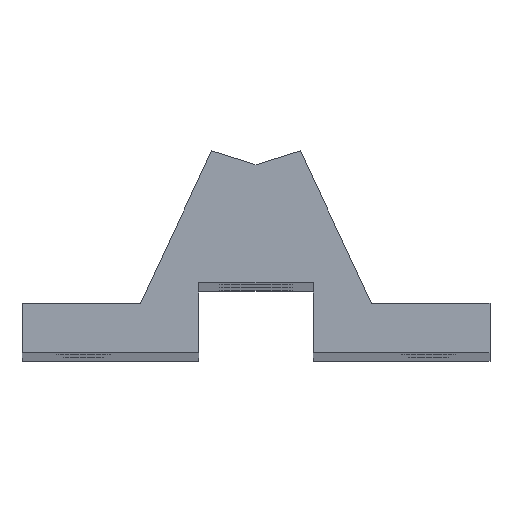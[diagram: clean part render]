
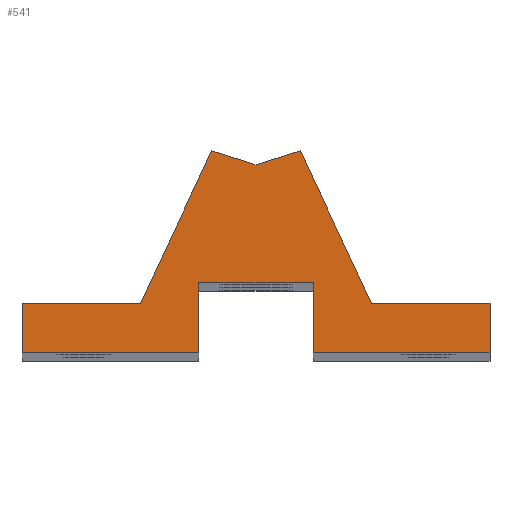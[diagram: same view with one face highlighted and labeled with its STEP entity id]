
A CAD part, top view. The second image highlights one B-rep face of the part: STEP entity #541.
In plain terms, the highlighted planar face has unit normal (0, 0, 1).
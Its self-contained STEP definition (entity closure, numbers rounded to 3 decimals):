
#44=PLANE('',#609);
#68=FACE_OUTER_BOUND('',#107,.T.);
#107=EDGE_LOOP('',(#496,#497,#498,#499,#500,#501,#502,#503,#504,#505,#506,
#507,#508));
#122=LINE('',#795,#173);
#133=LINE('',#841,#184);
#137=LINE('',#849,#188);
#141=LINE('',#855,#192);
#142=LINE('',#858,#193);
#145=LINE('',#864,#196);
#148=LINE('',#870,#199);
#151=LINE('',#876,#202);
#154=LINE('',#882,#205);
#157=LINE('',#888,#208);
#160=LINE('',#894,#211);
#163=LINE('',#900,#214);
#166=LINE('',#905,#217);
#173=VECTOR('',#649,10.);
#184=VECTOR('',#698,10.);
#188=VECTOR('',#704,10.);
#192=VECTOR('',#710,10.);
#193=VECTOR('',#713,10.);
#196=VECTOR('',#718,10.);
#199=VECTOR('',#723,10.);
#202=VECTOR('',#728,10.);
#205=VECTOR('',#733,10.);
#208=VECTOR('',#738,10.);
#211=VECTOR('',#743,10.);
#214=VECTOR('',#748,10.);
#217=VECTOR('',#753,10.);
#246=VERTEX_POINT('',#792);
#247=VERTEX_POINT('',#794);
#262=VERTEX_POINT('',#839);
#263=VERTEX_POINT('',#840);
#266=VERTEX_POINT('',#848);
#268=VERTEX_POINT('',#857);
#270=VERTEX_POINT('',#863);
#272=VERTEX_POINT('',#869);
#274=VERTEX_POINT('',#875);
#276=VERTEX_POINT('',#881);
#278=VERTEX_POINT('',#887);
#280=VERTEX_POINT('',#893);
#282=VERTEX_POINT('',#899);
#301=EDGE_CURVE('',#246,#247,#122,.T.);
#324=EDGE_CURVE('',#262,#263,#133,.T.);
#328=EDGE_CURVE('',#263,#266,#137,.T.);
#332=EDGE_CURVE('',#266,#246,#141,.T.);
#333=EDGE_CURVE('',#247,#268,#142,.T.);
#336=EDGE_CURVE('',#268,#270,#145,.T.);
#339=EDGE_CURVE('',#270,#272,#148,.T.);
#342=EDGE_CURVE('',#272,#274,#151,.T.);
#345=EDGE_CURVE('',#274,#276,#154,.T.);
#348=EDGE_CURVE('',#276,#278,#157,.T.);
#351=EDGE_CURVE('',#278,#280,#160,.T.);
#354=EDGE_CURVE('',#280,#282,#163,.T.);
#357=EDGE_CURVE('',#282,#262,#166,.T.);
#496=ORIENTED_EDGE('',*,*,#324,.F.);
#497=ORIENTED_EDGE('',*,*,#357,.F.);
#498=ORIENTED_EDGE('',*,*,#354,.F.);
#499=ORIENTED_EDGE('',*,*,#351,.F.);
#500=ORIENTED_EDGE('',*,*,#348,.F.);
#501=ORIENTED_EDGE('',*,*,#345,.F.);
#502=ORIENTED_EDGE('',*,*,#342,.F.);
#503=ORIENTED_EDGE('',*,*,#339,.F.);
#504=ORIENTED_EDGE('',*,*,#336,.F.);
#505=ORIENTED_EDGE('',*,*,#333,.F.);
#506=ORIENTED_EDGE('',*,*,#301,.F.);
#507=ORIENTED_EDGE('',*,*,#332,.F.);
#508=ORIENTED_EDGE('',*,*,#328,.F.);
#541=ADVANCED_FACE('',(#68),#44,.T.);
#609=AXIS2_PLACEMENT_3D('',#908,#757,#758);
#649=DIRECTION('',(0.954,0.301,0.));
#698=DIRECTION('',(1.,0.,0.));
#704=DIRECTION('',(0.423,0.906,0.));
#710=DIRECTION('',(0.954,-0.301,0.));
#713=DIRECTION('',(0.423,-0.906,0.));
#718=DIRECTION('',(1.,0.,0.));
#723=DIRECTION('',(0.,-1.,0.));
#728=DIRECTION('',(-1.,0.,0.));
#733=DIRECTION('',(0.,1.,0.));
#738=DIRECTION('',(-1.,0.,0.));
#743=DIRECTION('',(0.,-1.,0.));
#748=DIRECTION('',(-1.,0.,0.));
#753=DIRECTION('',(0.,1.,0.));
#757=DIRECTION('center_axis',(0.,0.,1.));
#758=DIRECTION('ref_axis',(1.,0.,0.));
#792=CARTESIAN_POINT('',(0.,19.893,599.5));
#794=CARTESIAN_POINT('',(5.4,21.596,599.5));
#795=CARTESIAN_POINT('',(5.4,21.596,599.5));
#839=CARTESIAN_POINT('',(-28.5,3.,599.5));
#840=CARTESIAN_POINT('',(-14.071,3.,599.5));
#841=CARTESIAN_POINT('',(-14.071,3.,599.5));
#848=CARTESIAN_POINT('',(-5.4,21.596,599.5));
#849=CARTESIAN_POINT('',(-5.4,21.596,599.5));
#855=CARTESIAN_POINT('',(0.,19.893,599.5));
#857=CARTESIAN_POINT('',(14.071,3.,599.5));
#858=CARTESIAN_POINT('',(14.071,3.,599.5));
#863=CARTESIAN_POINT('',(28.5,3.,599.5));
#864=CARTESIAN_POINT('',(28.5,3.,599.5));
#869=CARTESIAN_POINT('',(28.5,-3.,599.5));
#870=CARTESIAN_POINT('',(28.5,-3.,599.5));
#875=CARTESIAN_POINT('',(7.,-3.,599.5));
#876=CARTESIAN_POINT('',(7.,-3.,599.5));
#881=CARTESIAN_POINT('',(7.,5.5,599.5));
#882=CARTESIAN_POINT('',(7.,5.5,599.5));
#887=CARTESIAN_POINT('',(-7.,5.5,599.5));
#888=CARTESIAN_POINT('',(-7.,5.5,599.5));
#893=CARTESIAN_POINT('',(-7.,-3.,599.5));
#894=CARTESIAN_POINT('',(-7.,-3.,599.5));
#899=CARTESIAN_POINT('',(-28.5,-3.,599.5));
#900=CARTESIAN_POINT('',(-28.5,-3.,599.5));
#905=CARTESIAN_POINT('',(-28.5,3.,599.5));
#908=CARTESIAN_POINT('Origin',(0.,4.757,599.5));
